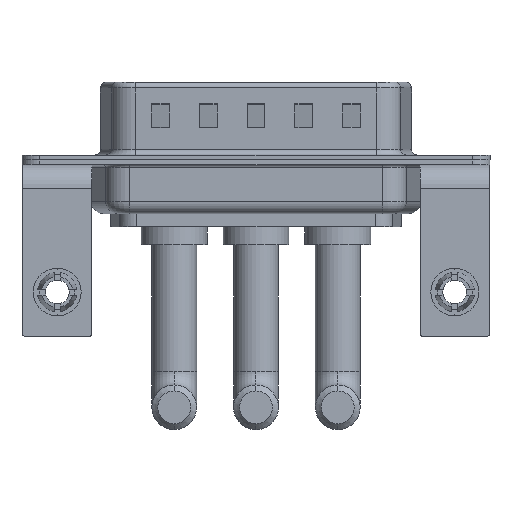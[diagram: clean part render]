
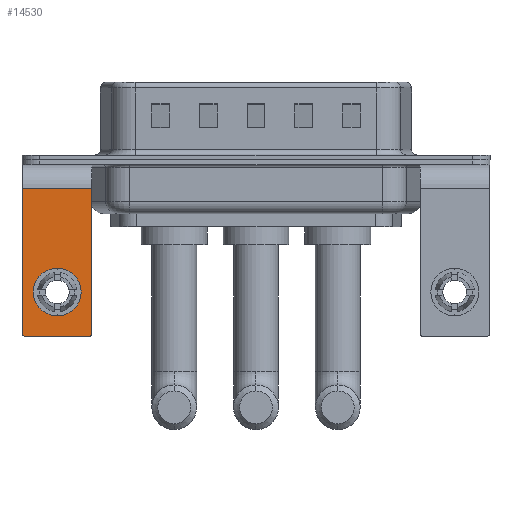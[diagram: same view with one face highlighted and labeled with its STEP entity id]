
A CAD part, front view. The second image highlights one B-rep face of the part: STEP entity #14530.
In plain terms, the highlighted planar face has unit normal (0, -1, 0).
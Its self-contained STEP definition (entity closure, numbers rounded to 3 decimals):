
#565 = DIRECTION ( 'NONE',  ( 0., 1., 0. ) ) ;
#649 = FACE_OUTER_BOUND ( 'NONE', #11125, .T. ) ;
#1598 = AXIS2_PLACEMENT_3D ( 'NONE', #12466, #15057, #2482 ) ;
#2482 = DIRECTION ( 'NONE',  ( 0., 0., 1. ) ) ;
#2647 = EDGE_CURVE ( 'NONE', #7129, #6274, #17536, .T. ) ;
#3156 = DIRECTION ( 'NONE',  ( 0., 1., 0. ) ) ;
#3239 = PLANE ( 'NONE',  #13549 ) ;
#3332 = FACE_BOUND ( 'NONE', #6579, .T. ) ;
#3446 = VERTEX_POINT ( 'NONE', #14933 ) ;
#3454 = EDGE_CURVE ( 'NONE', #3446, #17715, #7558, .T. ) ;
#3492 = EDGE_CURVE ( 'NONE', #12528, #8402, #7262, .T. ) ;
#3560 = DIRECTION ( 'NONE',  ( 0., 0., 1. ) ) ;
#3875 = VERTEX_POINT ( 'NONE', #17925 ) ;
#4239 = CARTESIAN_POINT ( 'NONE',  ( -2.9, -6.25, -2.4 ) ) ;
#4388 = CARTESIAN_POINT ( 'NONE',  ( 2.9, -6.25, -2.4 ) ) ;
#4970 = DIRECTION ( 'NONE',  ( 0., 1., 0. ) ) ;
#5069 = CIRCLE ( 'NONE', #13321, 2. ) ;
#5558 = VERTEX_POINT ( 'NONE', #15554 ) ;
#5813 = VECTOR ( 'NONE', #10008, 1000. ) ;
#5957 = VECTOR ( 'NONE', #17351, 1000. ) ;
#6101 = CARTESIAN_POINT ( 'NONE',  ( 2.9, -6.25, -2.4 ) ) ;
#6274 = VERTEX_POINT ( 'NONE', #13922 ) ;
#6579 = EDGE_LOOP ( 'NONE', ( #17003, #9967 ) ) ;
#7005 = CARTESIAN_POINT ( 'NONE',  ( 0., -6.25, -13.07 ) ) ;
#7129 = VERTEX_POINT ( 'NONE', #17834 ) ;
#7262 = CIRCLE ( 'NONE', #8736, 0.25 ) ;
#7272 = CARTESIAN_POINT ( 'NONE',  ( 2.9, -6.25, -14.55 ) ) ;
#7558 = CIRCLE ( 'NONE', #16973, 2. ) ;
#7595 = CARTESIAN_POINT ( 'NONE',  ( 2.9, -6.25, -2.4 ) ) ;
#7767 = DIRECTION ( 'NONE',  ( 0., 0., 1. ) ) ;
#7847 = EDGE_CURVE ( 'NONE', #3875, #7129, #15511, .T. ) ;
#7998 = DIRECTION ( 'NONE',  ( 0., 0., 1. ) ) ;
#8068 = DIRECTION ( 'NONE',  ( -1., 0., 0. ) ) ;
#8313 = ORIENTED_EDGE ( 'NONE', *, *, #2647, .T. ) ;
#8402 = VERTEX_POINT ( 'NONE', #7272 ) ;
#8546 = ORIENTED_EDGE ( 'NONE', *, *, #17445, .T. ) ;
#8725 = EDGE_CURVE ( 'NONE', #12528, #6274, #9548, .T. ) ;
#8736 = AXIS2_PLACEMENT_3D ( 'NONE', #9207, #12150, #3560 ) ;
#8786 = LINE ( 'NONE', #6101, #5957 ) ;
#9178 = ORIENTED_EDGE ( 'NONE', *, *, #7847, .T. ) ;
#9207 = CARTESIAN_POINT ( 'NONE',  ( 2.65, -6.25, -14.55 ) ) ;
#9548 = LINE ( 'NONE', #12046, #15766 ) ;
#9967 = ORIENTED_EDGE ( 'NONE', *, *, #3454, .T. ) ;
#10008 = DIRECTION ( 'NONE',  ( 0., 0., -1. ) ) ;
#11125 = EDGE_LOOP ( 'NONE', ( #9178, #8313, #14632, #12261, #11519, #8546 ) ) ;
#11519 = ORIENTED_EDGE ( 'NONE', *, *, #12823, .F. ) ;
#11609 = DIRECTION ( 'NONE',  ( 0., 0., -1. ) ) ;
#11690 = CARTESIAN_POINT ( 'NONE',  ( 2.65, -6.25, -14.8 ) ) ;
#12046 = CARTESIAN_POINT ( 'NONE',  ( 2.9, -6.25, -14.8 ) ) ;
#12150 = DIRECTION ( 'NONE',  ( 0., -1., 0. ) ) ;
#12261 = ORIENTED_EDGE ( 'NONE', *, *, #3492, .T. ) ;
#12466 = CARTESIAN_POINT ( 'NONE',  ( -2.65, -6.25, -14.55 ) ) ;
#12528 = VERTEX_POINT ( 'NONE', #11690 ) ;
#12823 = EDGE_CURVE ( 'NONE', #5558, #8402, #17027, .T. ) ;
#13321 = AXIS2_PLACEMENT_3D ( 'NONE', #15819, #3156, #17289 ) ;
#13549 = AXIS2_PLACEMENT_3D ( 'NONE', #7595, #565, #7767 ) ;
#13922 = CARTESIAN_POINT ( 'NONE',  ( -2.65, -6.25, -14.8 ) ) ;
#14530 = ADVANCED_FACE ( 'NONE', ( #3332, #649 ), #3239, .F. ) ;
#14632 = ORIENTED_EDGE ( 'NONE', *, *, #8725, .F. ) ;
#14933 = CARTESIAN_POINT ( 'NONE',  ( 0., -6.25, -9.07 ) ) ;
#15057 = DIRECTION ( 'NONE',  ( 0., -1., 0. ) ) ;
#15511 = LINE ( 'NONE', #4239, #15824 ) ;
#15554 = CARTESIAN_POINT ( 'NONE',  ( 2.9, -6.25, -2.4 ) ) ;
#15766 = VECTOR ( 'NONE', #8068, 1000. ) ;
#15819 = CARTESIAN_POINT ( 'NONE',  ( 0., -6.25, -11.07 ) ) ;
#15824 = VECTOR ( 'NONE', #11609, 1000. ) ;
#16777 = EDGE_CURVE ( 'NONE', #17715, #3446, #5069, .T. ) ;
#16973 = AXIS2_PLACEMENT_3D ( 'NONE', #17608, #4970, #7998 ) ;
#17003 = ORIENTED_EDGE ( 'NONE', *, *, #16777, .T. ) ;
#17027 = LINE ( 'NONE', #4388, #5813 ) ;
#17289 = DIRECTION ( 'NONE',  ( 0., 0., 1. ) ) ;
#17351 = DIRECTION ( 'NONE',  ( -1., 0., 0. ) ) ;
#17445 = EDGE_CURVE ( 'NONE', #5558, #3875, #8786, .T. ) ;
#17536 = CIRCLE ( 'NONE', #1598, 0.25 ) ;
#17608 = CARTESIAN_POINT ( 'NONE',  ( 0., -6.25, -11.07 ) ) ;
#17715 = VERTEX_POINT ( 'NONE', #7005 ) ;
#17834 = CARTESIAN_POINT ( 'NONE',  ( -2.9, -6.25, -14.55 ) ) ;
#17925 = CARTESIAN_POINT ( 'NONE',  ( -2.9, -6.25, -2.4 ) ) ;
